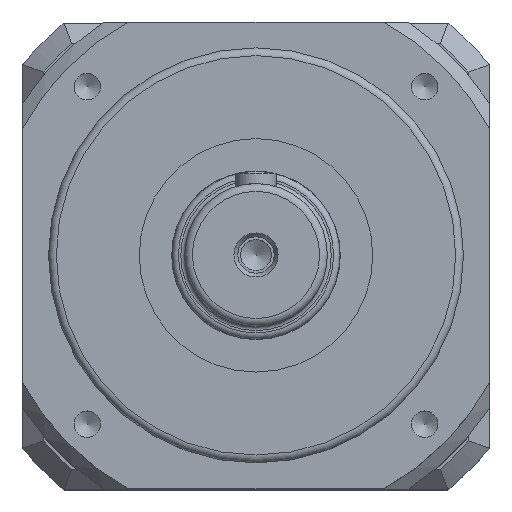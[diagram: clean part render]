
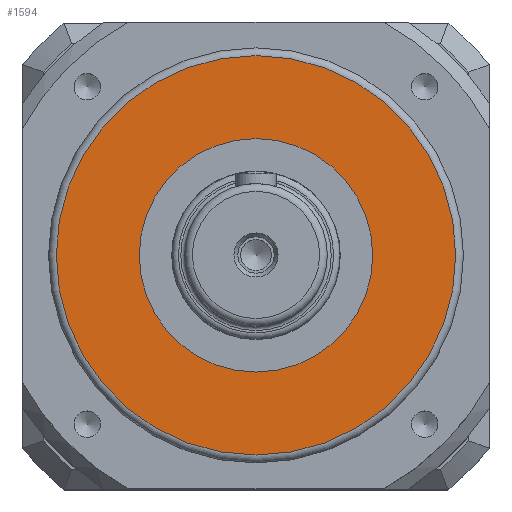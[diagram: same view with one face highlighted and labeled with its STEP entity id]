
A CAD part, top view. The second image highlights one B-rep face of the part: STEP entity #1594.
In plain terms, the highlighted planar face has unit normal (0, 0, 1).
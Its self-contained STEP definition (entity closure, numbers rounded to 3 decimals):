
#84=CARTESIAN_POINT('',(0.0,-77.,20.0));
#85=VERTEX_POINT('',#84);
#86=CARTESIAN_POINT('',(0.0,0.,20.0));
#87=DIRECTION('',(0.0,0.0,1.0));
#88=DIRECTION('',(0.0,-1.0,0.0));
#89=AXIS2_PLACEMENT_3D('',#86,#87,#88);
#90=CIRCLE('',#89,77.0);
#91=EDGE_CURVE('',#85,#85,#90,.T.);
#397=CARTESIAN_POINT('',(0.0,45.,20.));
#398=VERTEX_POINT('',#397);
#399=CARTESIAN_POINT('',(0.0,0.,20.));
#400=DIRECTION('',(0.0,0.0,-1.0));
#401=DIRECTION('',(0.0,1.0,0.0));
#402=AXIS2_PLACEMENT_3D('',#399,#400,#401);
#403=CIRCLE('',#402,45.);
#404=EDGE_CURVE('',#398,#398,#403,.T.);
#1583=CARTESIAN_POINT('',(0.0,80.,20.));
#1584=DIRECTION('',(0.0,0.0,1.0));
#1585=DIRECTION('',(1.0,0.0,0.0));
#1586=AXIS2_PLACEMENT_3D('',#1583,#1584,#1585);
#1587=PLANE('',#1586);
#1588=ORIENTED_EDGE('',*,*,#91,.T.);
#1589=EDGE_LOOP('',(#1588));
#1590=FACE_OUTER_BOUND('',#1589,.T.);
#1591=ORIENTED_EDGE('',*,*,#404,.T.);
#1592=EDGE_LOOP('',(#1591));
#1593=FACE_BOUND('',#1592,.T.);
#1594=ADVANCED_FACE('',(#1590,#1593),#1587,.T.);
